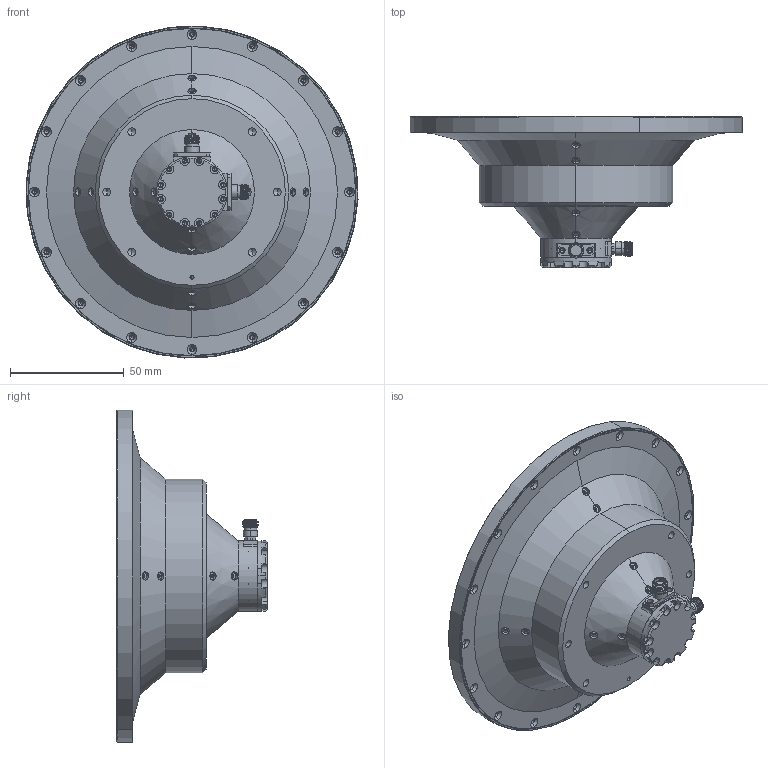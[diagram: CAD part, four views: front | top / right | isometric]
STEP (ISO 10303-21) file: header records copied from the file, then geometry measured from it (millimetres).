
FILE_DESCRIPTION (( 'STEP AP203' ), '1' );
FILE_NAME ('SAC-0432431230-SF-S4-DP-RD.STEP', '2021-04-14T23:44:17', ( '' ), ( '' ), 'SwSTEP 2.0', 'SolidWorks 2021', '' );
FILE_SCHEMA (( 'CONFIG_CONTROL_DESIGN' ));
Length unit declared in the file: inch
Products named in the file (10): DMAC-15-408-QR1; DMAC-15-305-QR1; SAC-0432431230-SF-S4-DP-RD; DMAC-15-306-QR1; DMAC-15-406-QR1; DMAC-15-302-QR1; PEP-CCSF20-2-D362-IP700-O; DMAC-15-304-QR1; DMAC-15-303-QR1; DMAC-15-407-QR1
Assembly tree (10 placements, depth 2):
  SAC-0432431230-SF-S4-DP-RD
    DMAC-15-406-QR1
    DMAC-15-407-QR1
    DMAC-15-408-QR1
    DMAC-15-302-QR1
    DMAC-15-303-QR1
    DMAC-15-304-QR1
    DMAC-15-305-QR1
    DMAC-15-306-QR1
    PEP-CCSF20-2-D362-IP700-O  x2
Bounding box: 145.91 x 66.29 x 145.91 mm (x, y, z)
Volume: 212955.1 mm3; surface area: 109566.9 mm2
Topology: 10 solids, 10 shells, 878 faces, 2253 edges, 1376 vertices
Faces by surface type: cylinder 348, plane 253, cone 191, bspline 74, torus 12
Entity records: 40091 total; most frequent: CARTESIAN_POINT 19293, ORIENTED_EDGE 4060, DIRECTION 4049, EDGE_CURVE 2030, AXIS2_PLACEMENT_3D 1521, VERTEX_POINT 1304, EDGE_LOOP 1026, VECTOR 1007
